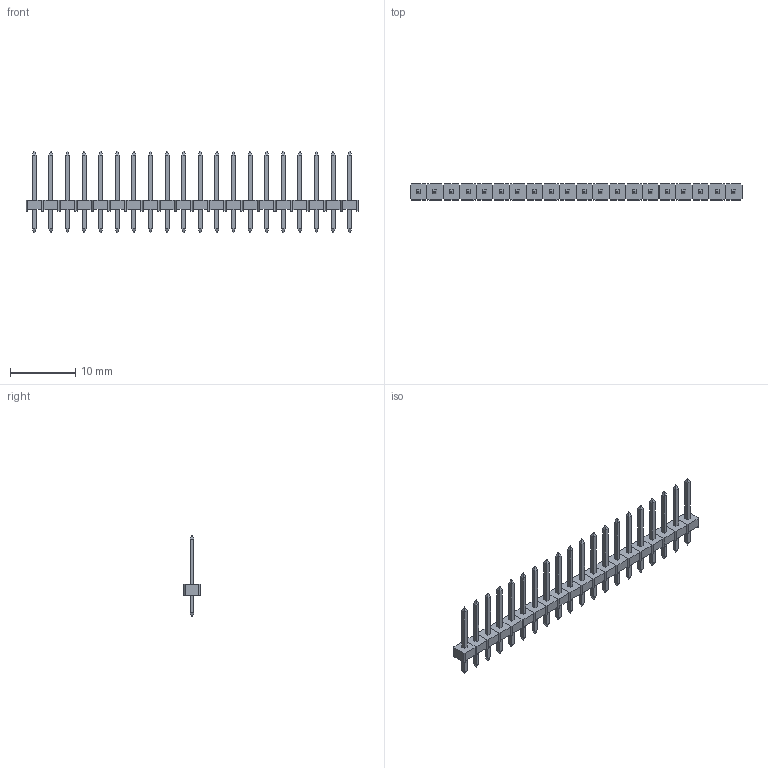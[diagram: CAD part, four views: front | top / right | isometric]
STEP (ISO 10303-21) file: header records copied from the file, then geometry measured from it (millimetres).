
FILE_DESCRIPTION((''),'2;1');
FILE_NAME('STELVIO-KONTEK_3860334120440.stp','2013-08-29T12:09:18',(''),(''),'Mechanical Desktop 2011','Mechanical Desktop 2011',', , ');
FILE_SCHEMA(('AUTOMOTIVE_DESIGN { 1 2 10303 214 1 1 1 1 }'));
Length unit declared in the file: millimetre
Products named in the file (1): Product
Bounding box: 50.8 x 2.45 x 12.5 mm (x, y, z)
Volume: 254.7 mm3; surface area: 1088.9 mm2
Topology: 60 solids, 60 shells, 680 faces, 1440 edges, 880 vertices
Faces by surface type: plane 680
Entity records: 17517 total; most frequent: CARTESIAN_POINT 3001, ORIENTED_EDGE 2880, DIRECTION 2802, VECTOR 1440, LINE 1440, EDGE_CURVE 1440, VERTEX_POINT 880, AXIS2_PLACEMENT_3D 681
